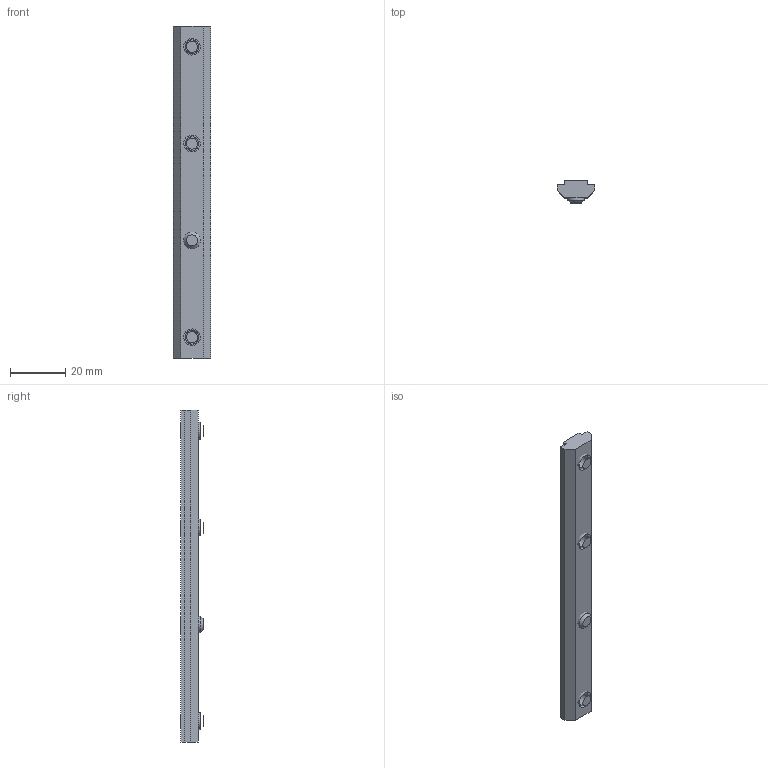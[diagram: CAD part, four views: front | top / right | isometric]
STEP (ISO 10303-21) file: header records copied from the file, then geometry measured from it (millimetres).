
FILE_DESCRIPTION(/* description */ ('Barra filettata di connessione con centraggio cava 8'),/* implementation_level */ '2;1');
FILE_NAME(/* name */ 'LBC08M6F.stp',/* time_stamp */ '2021-02-19T09:53:12+01:00',/* author */ ('omnitec'),/* organization */ ('Microsoft'),/* preprocessor_version */ 'ST-DEVELOPER v18.1',/* originating_system */ 'Autodesk Inventor 2021',/* authorisation */ '');
FILE_SCHEMA (('AUTOMOTIVE_DESIGN { 1 0 10303 214 3 1 1 }'));
Length unit declared in the file: millimetre
Products named in the file (1): LBC08M6F
Bounding box: 13.4 x 8 x 120 mm (x, y, z)
Volume: 8095.8 mm3; surface area: 5534.5 mm2
Topology: 3 solids, 5 shells, 80 faces, 206 edges, 128 vertices
Faces by surface type: plane 60, cone 12, cylinder 8
Full cylindrical faces by diameter (mm): 5 x4, 6 x4
Entity records: 2436 total; most frequent: DIRECTION 420, CARTESIAN_POINT 411, ORIENTED_EDGE 378, EDGE_CURVE 202, LINE 146, VECTOR 146, AXIS2_PLACEMENT_3D 137, VERTEX_POINT 128
